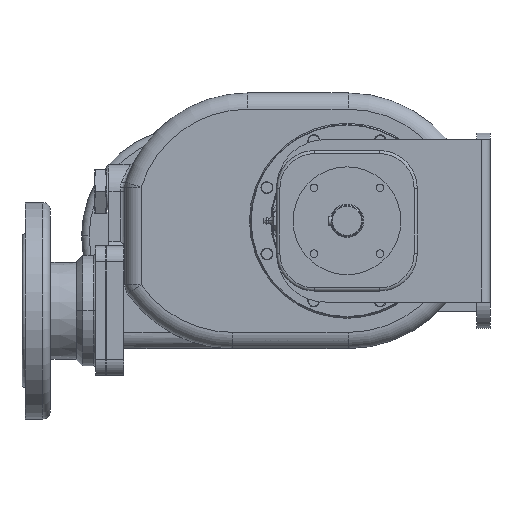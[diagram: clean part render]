
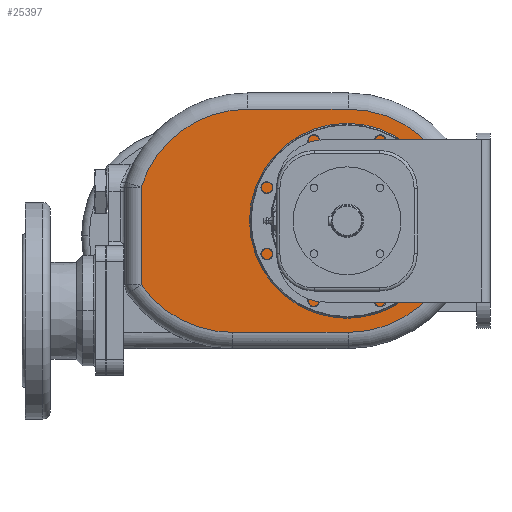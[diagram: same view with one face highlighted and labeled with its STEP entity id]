
A CAD part, left-side view. The second image highlights one B-rep face of the part: STEP entity #25397.
In plain terms, the highlighted planar face has unit normal (-1, 0, 0).
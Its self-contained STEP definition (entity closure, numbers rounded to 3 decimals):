
#4973=DIRECTION('',(0.,0.,-1.));
#4974=VECTOR('',#4973,90.);
#4975=CARTESIAN_POINT('',(-55.5,310.,31.));
#4976=LINE('',#4975,#4974);
#4977=CARTESIAN_POINT('',(-55.5,211.776,0.));
#4978=DIRECTION('',(-1.,0.,0.));
#4979=DIRECTION('',(0.,0.,1.));
#4980=AXIS2_PLACEMENT_3D('',#4977,#4978,#4979);
#4982=DIRECTION('',(0.,1.,0.));
#4983=VECTOR('',#4982,92.776);
#4984=CARTESIAN_POINT('',(-55.5,119.,103.));
#4985=LINE('',#4984,#4983);
#4986=CARTESIAN_POINT('',(-55.5,119.,0.));
#4987=DIRECTION('',(-1.,0.,0.));
#4988=DIRECTION('',(0.,0.,-1.));
#4989=AXIS2_PLACEMENT_3D('',#4986,#4987,#4988);
#4991=DIRECTION('',(0.,-1.,0.));
#4992=VECTOR('',#4991,106.573);
#4993=CARTESIAN_POINT('',(-55.5,225.573,-103.));
#4994=LINE('',#4993,#4992);
#4995=CARTESIAN_POINT('',(-55.5,225.573,0.));
#4996=DIRECTION('',(-1.,0.,0.));
#4997=DIRECTION('',(0.,0.82,-0.573));
#4998=AXIS2_PLACEMENT_3D('',#4995,#4996,#4997);
#5000=CARTESIAN_POINT('',(-55.5,120.,0.));
#5001=DIRECTION('',(1.,0.,0.));
#5002=DIRECTION('',(0.,0.,1.));
#5003=AXIS2_PLACEMENT_3D('',#5000,#5001,#5002);
#5005=CARTESIAN_POINT('',(-55.5,120.,0.));
#5006=DIRECTION('',(1.,0.,0.));
#5007=DIRECTION('',(0.,0.,-1.));
#5008=AXIS2_PLACEMENT_3D('',#5005,#5006,#5007);
#16958=CARTESIAN_POINT('',(-55.5,310.,31.));
#16959=CARTESIAN_POINT('',(-55.5,310.,-59.));
#16960=VERTEX_POINT('',#16958);
#16961=VERTEX_POINT('',#16959);
#16962=CARTESIAN_POINT('',(-55.5,225.573,-103.));
#16963=VERTEX_POINT('',#16962);
#16968=CARTESIAN_POINT('',(-55.5,119.,-103.));
#16969=VERTEX_POINT('',#16968);
#16972=CARTESIAN_POINT('',(-55.5,119.,103.));
#16973=VERTEX_POINT('',#16972);
#16976=CARTESIAN_POINT('',(-55.5,211.776,103.));
#16977=VERTEX_POINT('',#16976);
#18534=CARTESIAN_POINT('',(-55.5,120.,70.));
#18535=CARTESIAN_POINT('',(-55.5,120.,-70.));
#18536=VERTEX_POINT('',#18534);
#18537=VERTEX_POINT('',#18535);
#25373=CARTESIAN_POINT('',(-55.5,120.,0.));
#25374=DIRECTION('',(1.,0.,0.));
#25375=DIRECTION('',(0.,0.,1.));
#25376=AXIS2_PLACEMENT_3D('',#25373,#25374,#25375);
#25377=PLANE('',#25376);
#25379=ORIENTED_EDGE('',*,*,#25378,.F.);
#25381=ORIENTED_EDGE('',*,*,#25380,.F.);
#25382=ORIENTED_EDGE('',*,*,#25363,.F.);
#25384=ORIENTED_EDGE('',*,*,#25383,.F.);
#25386=ORIENTED_EDGE('',*,*,#25385,.F.);
#25388=ORIENTED_EDGE('',*,*,#25387,.F.);
#25389=EDGE_LOOP('',(#25379,#25381,#25382,#25384,#25386,#25388));
#25390=FACE_OUTER_BOUND('',#25389,.F.);
#25392=ORIENTED_EDGE('',*,*,#25391,.F.);
#25394=ORIENTED_EDGE('',*,*,#25393,.F.);
#25395=EDGE_LOOP('',(#25392,#25394));
#25396=FACE_BOUND('',#25395,.F.);
#25397=ADVANCED_FACE('',(#25390,#25396),#25377,.F.);
#4981=CIRCLE('',#4980,103.);
#4990=CIRCLE('',#4989,103.);
#4999=CIRCLE('',#4998,103.);
#5004=CIRCLE('',#5003,70.);
#5009=CIRCLE('',#5008,70.);
#25363=EDGE_CURVE('',#16973,#16977,#4985,.T.);
#25378=EDGE_CURVE('',#16960,#16961,#4976,.T.);
#25380=EDGE_CURVE('',#16977,#16960,#4981,.T.);
#25383=EDGE_CURVE('',#16969,#16973,#4990,.T.);
#25385=EDGE_CURVE('',#16963,#16969,#4994,.T.);
#25387=EDGE_CURVE('',#16961,#16963,#4999,.T.);
#25391=EDGE_CURVE('',#18536,#18537,#5004,.T.);
#25393=EDGE_CURVE('',#18537,#18536,#5009,.T.);
